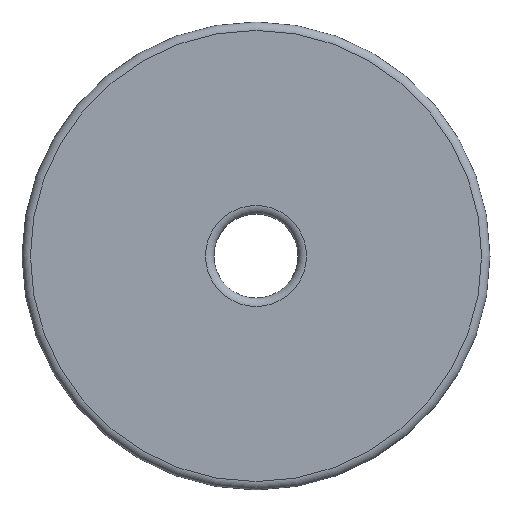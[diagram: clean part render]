
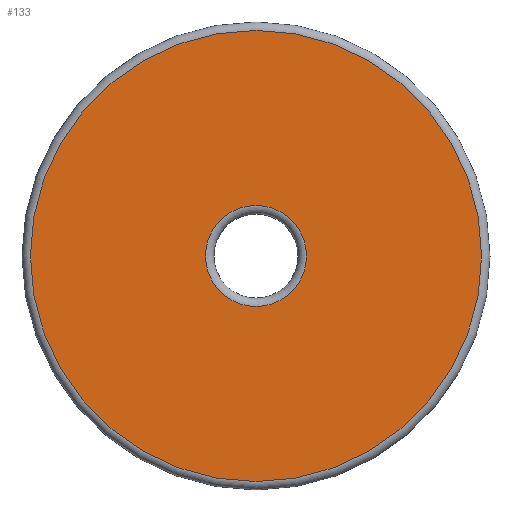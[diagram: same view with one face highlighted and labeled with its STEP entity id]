
A CAD part, top view. The second image highlights one B-rep face of the part: STEP entity #133.
In plain terms, the highlighted planar face has unit normal (0, 0, 1).
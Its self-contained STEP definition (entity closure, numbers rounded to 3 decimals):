
#24=FACE_BOUND('',#42,.T.);
#27=PLANE('',#160);
#31=FACE_OUTER_BOUND('',#41,.T.);
#41=EDGE_LOOP('',(#98));
#42=EDGE_LOOP('',(#99));
#53=CIRCLE('',#157,3.);
#56=CIRCLE('',#161,13.401);
#67=VERTEX_POINT('',#235);
#69=VERTEX_POINT('',#241);
#77=EDGE_CURVE('',#67,#67,#53,.T.);
#80=EDGE_CURVE('',#69,#69,#56,.T.);
#98=ORIENTED_EDGE('',*,*,#80,.F.);
#99=ORIENTED_EDGE('',*,*,#77,.F.);
#133=ADVANCED_FACE('',(#31,#24),#27,.T.);
#157=AXIS2_PLACEMENT_3D('',#236,#184,#185);
#160=AXIS2_PLACEMENT_3D('',#240,#190,#191);
#161=AXIS2_PLACEMENT_3D('',#242,#192,#193);
#184=DIRECTION('center_axis',(0.,0.,1.));
#185=DIRECTION('ref_axis',(1.,0.,0.));
#190=DIRECTION('center_axis',(0.,0.,1.));
#191=DIRECTION('ref_axis',(1.,0.,0.));
#192=DIRECTION('center_axis',(0.,0.,-1.));
#193=DIRECTION('ref_axis',(1.,0.,0.));
#235=CARTESIAN_POINT('',(3.,0.,0.));
#236=CARTESIAN_POINT('Origin',(0.,0.,0.));
#240=CARTESIAN_POINT('Origin',(-14.,0.,0.));
#241=CARTESIAN_POINT('',(13.401,0.,0.));
#242=CARTESIAN_POINT('Origin',(0.,0.,0.));
